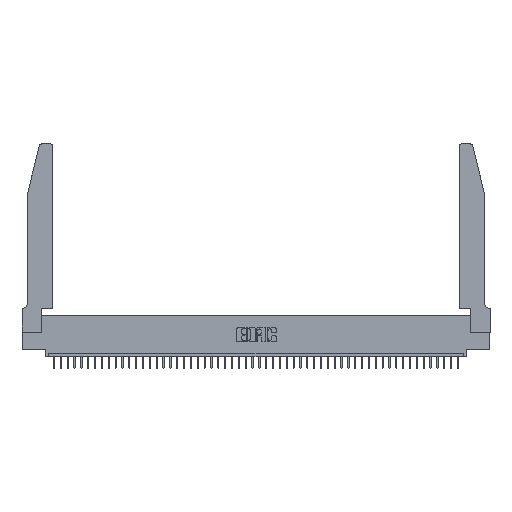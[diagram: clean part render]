
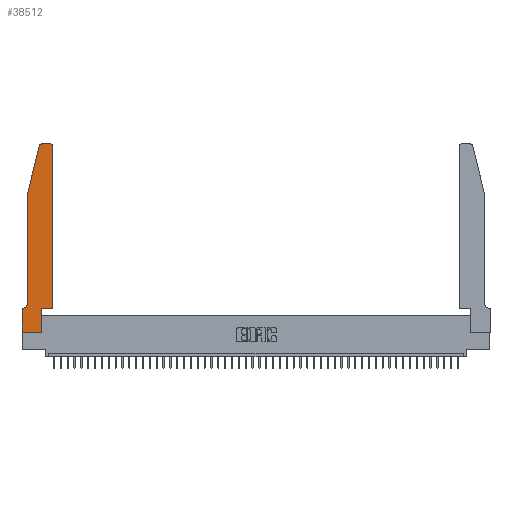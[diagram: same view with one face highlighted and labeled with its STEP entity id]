
A CAD part, top view. The second image highlights one B-rep face of the part: STEP entity #38512.
In plain terms, the highlighted planar face has unit normal (0, 0, 1).
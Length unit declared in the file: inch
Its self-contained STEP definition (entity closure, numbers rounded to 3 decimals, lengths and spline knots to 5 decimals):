
#281 = VERTEX_POINT ( 'NONE', #17351 ) ;
#1417 = CARTESIAN_POINT ( 'NONE',  ( 0.2865, 0.35, 0.37 ) ) ;
#2373 = EDGE_LOOP ( 'NONE', ( #45783, #31208, #46166, #2528, #44769, #5758, #45956, #29640, #40466, #22785, #19449, #3897 ) ) ;
#2528 = ORIENTED_EDGE ( 'NONE', *, *, #34046, .T. ) ;
#2624 = DIRECTION ( 'NONE',  ( 0., 0., 1. ) ) ;
#2837 = VECTOR ( 'NONE', #41573, 39.37008 ) ;
#3551 = FACE_OUTER_BOUND ( 'NONE', #2373, .T. ) ;
#3897 = ORIENTED_EDGE ( 'NONE', *, *, #12449, .T. ) ;
#4313 = CARTESIAN_POINT ( 'NONE',  ( 0., 0., 0.37 ) ) ;
#4988 = DIRECTION ( 'NONE',  ( -1., 0., 0. ) ) ;
#5593 = EDGE_CURVE ( 'NONE', #19206, #36506, #20951, .T. ) ;
#5758 = ORIENTED_EDGE ( 'NONE', *, *, #44277, .T. ) ;
#5810 = DIRECTION ( 'NONE',  ( 0., -1., 0. ) ) ;
#6867 = LINE ( 'NONE', #37393, #2837 ) ;
#7810 = EDGE_CURVE ( 'NONE', #17658, #25958, #46032, .T. ) ;
#7869 = LINE ( 'NONE', #36827, #15341 ) ;
#7901 = DIRECTION ( 'NONE',  ( -1., 0., 0. ) ) ;
#8701 = AXIS2_PLACEMENT_3D ( 'NONE', #19164, #33809, #11768 ) ;
#9490 = CARTESIAN_POINT ( 'NONE',  ( 0.2865, 0., 0.37 ) ) ;
#9608 = LINE ( 'NONE', #14109, #14238 ) ;
#10348 = CARTESIAN_POINT ( 'NONE',  ( 0.0055, 0.35, 0.37 ) ) ;
#11154 = LINE ( 'NONE', #46562, #45100 ) ;
#11274 = VERTEX_POINT ( 'NONE', #19381 ) ;
#11426 = VECTOR ( 'NONE', #17701, 39.37008 ) ;
#11768 = DIRECTION ( 'NONE',  ( 1., 0., 0. ) ) ;
#12449 = EDGE_CURVE ( 'NONE', #281, #40895, #42026, .T. ) ;
#12780 = CARTESIAN_POINT ( 'NONE',  ( 0., 0.35, 0.37 ) ) ;
#13753 = DIRECTION ( 'NONE',  ( 1., 0., 0. ) ) ;
#14109 = CARTESIAN_POINT ( 'NONE',  ( 0.2865, 0.35, 0.37 ) ) ;
#14238 = VECTOR ( 'NONE', #17781, 39.37008 ) ;
#14474 = CARTESIAN_POINT ( 'NONE',  ( 0.25487, 2.72718, 0.37 ) ) ;
#15341 = VECTOR ( 'NONE', #40877, 39.37008 ) ;
#15618 = EDGE_CURVE ( 'NONE', #27035, #29250, #43513, .T. ) ;
#15950 = LINE ( 'NONE', #31917, #33206 ) ;
#16500 = CARTESIAN_POINT ( 'NONE',  ( 0.284, 2.72, 0.37 ) ) ;
#16823 = DIRECTION ( 'NONE',  ( 1., 0., 0. ) ) ;
#17351 = CARTESIAN_POINT ( 'NONE',  ( 0.4505, 2.72, 0.37 ) ) ;
#17658 = VERTEX_POINT ( 'NONE', #4313 ) ;
#17701 = DIRECTION ( 'NONE',  ( 0., 1., 0. ) ) ;
#17781 = DIRECTION ( 'NONE',  ( 0., 1., 0. ) ) ;
#17842 = EDGE_CURVE ( 'NONE', #36310, #281, #28679, .T. ) ;
#17884 = PLANE ( 'NONE',  #26267 ) ;
#18978 = CARTESIAN_POINT ( 'NONE',  ( 0.0055, 0.42, 0.37 ) ) ;
#19164 = CARTESIAN_POINT ( 'NONE',  ( 0.4205, 2.72, 0.37 ) ) ;
#19170 = CARTESIAN_POINT ( 'NONE',  ( 0.2605, 2.75, 0.37 ) ) ;
#19206 = VERTEX_POINT ( 'NONE', #37877 ) ;
#19381 = CARTESIAN_POINT ( 'NONE',  ( 0.0755, 2., 0.37 ) ) ;
#19449 = ORIENTED_EDGE ( 'NONE', *, *, #17842, .T. ) ;
#19919 = CARTESIAN_POINT ( 'NONE',  ( 0.4205, 2.75, 0.37 ) ) ;
#20951 = CIRCLE ( 'NONE', #39508, 0.07 ) ;
#21140 = VECTOR ( 'NONE', #5810, 39.37008 ) ;
#21394 = VECTOR ( 'NONE', #7901, 39.37008 ) ;
#22785 = ORIENTED_EDGE ( 'NONE', *, *, #29896, .T. ) ;
#25958 = VERTEX_POINT ( 'NONE', #9490 ) ;
#25976 = EDGE_CURVE ( 'NONE', #36251, #17658, #30920, .T. ) ;
#26267 = AXIS2_PLACEMENT_3D ( 'NONE', #28519, #2624, #28349 ) ;
#26343 = CARTESIAN_POINT ( 'NONE',  ( 0.284, 2.75, 0.37 ) ) ;
#27035 = VERTEX_POINT ( 'NONE', #26343 ) ;
#28349 = DIRECTION ( 'NONE',  ( 1., 0., 0. ) ) ;
#28377 = DIRECTION ( 'NONE',  ( -0.239, -0.971, 0. ) ) ;
#28519 = CARTESIAN_POINT ( 'NONE',  ( 0., 0.35, 0.37 ) ) ;
#28679 = LINE ( 'NONE', #35896, #11426 ) ;
#29250 = VERTEX_POINT ( 'NONE', #14474 ) ;
#29640 = ORIENTED_EDGE ( 'NONE', *, *, #7810, .T. ) ;
#29896 = EDGE_CURVE ( 'NONE', #45465, #36310, #11154, .T. ) ;
#30038 = AXIS2_PLACEMENT_3D ( 'NONE', #16500, #31757, #16823 ) ;
#30920 = LINE ( 'NONE', #46006, #21140 ) ;
#31070 = CARTESIAN_POINT ( 'NONE',  ( 0.4505, 0.35, 0.37 ) ) ;
#31156 = LINE ( 'NONE', #19170, #21394 ) ;
#31208 = ORIENTED_EDGE ( 'NONE', *, *, #15618, .T. ) ;
#31757 = DIRECTION ( 'NONE',  ( 0., 0., 1. ) ) ;
#31917 = CARTESIAN_POINT ( 'NONE',  ( 0.0755, 2., 0.37 ) ) ;
#33206 = VECTOR ( 'NONE', #28377, 39.37008 ) ;
#33389 = VECTOR ( 'NONE', #44009, 39.37008 ) ;
#33724 = CARTESIAN_POINT ( 'NONE',  ( 0., 0., 0.37 ) ) ;
#33809 = DIRECTION ( 'NONE',  ( 0., 0., 1. ) ) ;
#34046 = EDGE_CURVE ( 'NONE', #11274, #19206, #7869, .T. ) ;
#34324 = EDGE_CURVE ( 'NONE', #29250, #11274, #15950, .T. ) ;
#35896 = CARTESIAN_POINT ( 'NONE',  ( 0.4505, 0.35, 0.37 ) ) ;
#36251 = VERTEX_POINT ( 'NONE', #12780 ) ;
#36310 = VERTEX_POINT ( 'NONE', #31070 ) ;
#36506 = VERTEX_POINT ( 'NONE', #10348 ) ;
#36827 = CARTESIAN_POINT ( 'NONE',  ( 0.0755, 2., 0.37 ) ) ;
#37393 = CARTESIAN_POINT ( 'NONE',  ( 0.0755, 0.35, 0.37 ) ) ;
#37877 = CARTESIAN_POINT ( 'NONE',  ( 0.0755, 0.42, 0.37 ) ) ;
#38512 = ADVANCED_FACE ( 'NONE', ( #3551 ), #17884, .T. ) ;
#39508 = AXIS2_PLACEMENT_3D ( 'NONE', #18978, #44872, #4988 ) ;
#40466 = ORIENTED_EDGE ( 'NONE', *, *, #41157, .T. ) ;
#40877 = DIRECTION ( 'NONE',  ( 0., -1., 0. ) ) ;
#40895 = VERTEX_POINT ( 'NONE', #19919 ) ;
#41157 = EDGE_CURVE ( 'NONE', #25958, #45465, #9608, .T. ) ;
#41573 = DIRECTION ( 'NONE',  ( -1., 0., 0. ) ) ;
#42026 = CIRCLE ( 'NONE', #8701, 0.03 ) ;
#43103 = EDGE_CURVE ( 'NONE', #40895, #27035, #31156, .T. ) ;
#43513 = CIRCLE ( 'NONE', #30038, 0.03 ) ;
#44009 = DIRECTION ( 'NONE',  ( 1., 0., 0. ) ) ;
#44277 = EDGE_CURVE ( 'NONE', #36506, #36251, #6867, .T. ) ;
#44769 = ORIENTED_EDGE ( 'NONE', *, *, #5593, .T. ) ;
#44872 = DIRECTION ( 'NONE',  ( 0., 0., -1. ) ) ;
#45100 = VECTOR ( 'NONE', #13753, 39.37008 ) ;
#45465 = VERTEX_POINT ( 'NONE', #1417 ) ;
#45783 = ORIENTED_EDGE ( 'NONE', *, *, #43103, .T. ) ;
#45956 = ORIENTED_EDGE ( 'NONE', *, *, #25976, .T. ) ;
#46006 = CARTESIAN_POINT ( 'NONE',  ( 0., 0., 0.37 ) ) ;
#46032 = LINE ( 'NONE', #33724, #33389 ) ;
#46166 = ORIENTED_EDGE ( 'NONE', *, *, #34324, .T. ) ;
#46562 = CARTESIAN_POINT ( 'NONE',  ( 0.4505, 0.35, 0.37 ) ) ;
